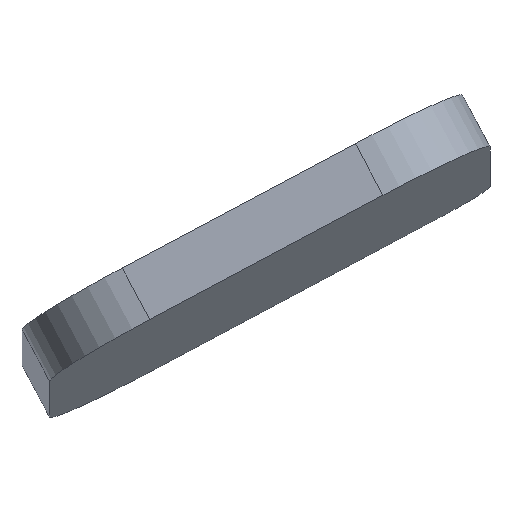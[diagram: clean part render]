
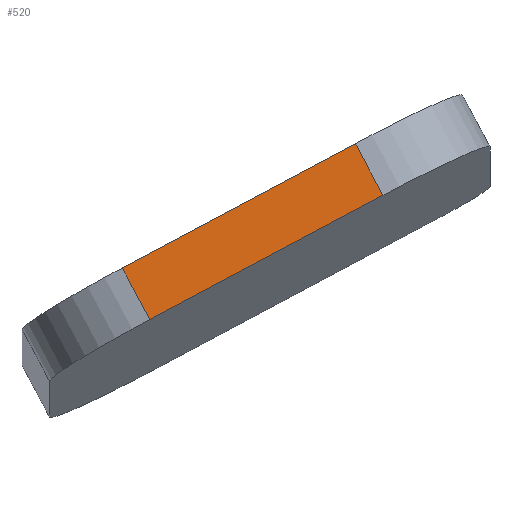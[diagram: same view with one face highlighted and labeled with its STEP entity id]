
A CAD part, top view. The second image highlights one B-rep face of the part: STEP entity #520.
In plain terms, the highlighted planar face has unit normal (-0.029, 0.054, 0.998).
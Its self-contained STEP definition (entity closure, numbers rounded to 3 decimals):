
#45 = PLANE('',#46);
#46 = AXIS2_PLACEMENT_3D('',#47,#48,#49);
#47 = CARTESIAN_POINT('',(249.206,1744.246,
    9825.99));
#48 = DIRECTION('',(-0.469,0.881,-0.062));
#49 = DIRECTION('',(0.882,0.47,0.));
#106 = PLANE('',#107);
#107 = AXIS2_PLACEMENT_3D('',#108,#109,#110);
#108 = CARTESIAN_POINT('',(328.952,1775.246,
    9823.822));
#109 = DIRECTION('',(0.469,-0.881,0.062));
#110 = DIRECTION('',(-0.882,-0.47,
    0.));
#281 = VERTEX_POINT('',#282);
#282 = CARTESIAN_POINT('',(310.713,1762.145,
    9775.493));
#297 = CYLINDRICAL_SURFACE('',#298,20.);
#298 = AXIS2_PLACEMENT_3D('',#299,#300,#301);
#299 = CARTESIAN_POINT('',(260.86,1855.676,
    9748.915));
#300 = DIRECTION('',(0.469,-0.881,0.062));
#301 = DIRECTION('',(-0.882,-0.47,
    0.));
#309 = EDGE_CURVE('',#281,#310,#312,.T.);
#310 = VERTEX_POINT('',#311);
#311 = CARTESIAN_POINT('',(270.981,1740.967,
    9775.493));
#312 = SURFACE_CURVE('',#313,(#317,#324),.PCURVE_S1.);
#313 = LINE('',#314,#315);
#314 = CARTESIAN_POINT('',(330.354,1772.614,
    9775.493));
#315 = VECTOR('',#316,1.);
#316 = DIRECTION('',(-0.882,-0.47,0.));
#317 = PCURVE('',#106,#318);
#318 = DEFINITIONAL_REPRESENTATION('',(#319),#323);
#319 = LINE('',#320,#321);
#320 = CARTESIAN_POINT('',(0.,48.421));
#321 = VECTOR('',#322,1.);
#322 = DIRECTION('',(1.,0.));
#323 = ( GEOMETRIC_REPRESENTATION_CONTEXT(2) 
PARAMETRIC_REPRESENTATION_CONTEXT() REPRESENTATION_CONTEXT('2D SPACE',''
  ) );
#324 = PCURVE('',#325,#330);
#325 = PLANE('',#326);
#326 = AXIS2_PLACEMENT_3D('',#327,#328,#329);
#327 = CARTESIAN_POINT('',(324.257,1780.674,
    9774.877));
#328 = DIRECTION('',(0.029,-0.054,
    -0.998));
#329 = DIRECTION('',(0.,-0.999,
    0.054));
#330 = DEFINITIONAL_REPRESENTATION('',(#331),#335);
#331 = LINE('',#332,#333);
#332 = CARTESIAN_POINT('',(8.082,-6.1));
#333 = VECTOR('',#334,1.);
#334 = DIRECTION('',(0.47,0.883));
#335 = ( GEOMETRIC_REPRESENTATION_CONTEXT(2) 
PARAMETRIC_REPRESENTATION_CONTEXT() REPRESENTATION_CONTEXT('2D SPACE',''
  ) );
#352 = CYLINDRICAL_SURFACE('',#353,20.);
#353 = AXIS2_PLACEMENT_3D('',#354,#355,#356);
#354 = CARTESIAN_POINT('',(320.46,1648.137,
    9761.946));
#355 = DIRECTION('',(-0.469,0.881,-0.062)
  );
#356 = DIRECTION('',(0.882,0.47,0.)
  );
#470 = EDGE_CURVE('',#310,#471,#473,.T.);
#471 = VERTEX_POINT('',#472);
#472 = CARTESIAN_POINT('',(266.286,1749.775,
    9774.877));
#473 = SURFACE_CURVE('',#474,(#478,#485),.PCURVE_S1.);
#474 = LINE('',#475,#476);
#475 = CARTESIAN_POINT('',(319.88,1649.224,
    9781.908));
#476 = VECTOR('',#477,1.);
#477 = DIRECTION('',(-0.469,0.881,-0.062)
  );
#478 = PCURVE('',#352,#479);
#479 = DEFINITIONAL_REPRESENTATION('',(#480),#484);
#480 = LINE('',#481,#482);
#481 = CARTESIAN_POINT('',(4.712,0.));
#482 = VECTOR('',#483,1.);
#483 = DIRECTION('',(0.,1.));
#484 = ( GEOMETRIC_REPRESENTATION_CONTEXT(2) 
PARAMETRIC_REPRESENTATION_CONTEXT() REPRESENTATION_CONTEXT('2D SPACE',''
  ) );
#485 = PCURVE('',#325,#486);
#486 = DEFINITIONAL_REPRESENTATION('',(#487),#491);
#487 = LINE('',#488,#489);
#488 = CARTESIAN_POINT('',(131.638,4.378));
#489 = VECTOR('',#490,1.);
#490 = DIRECTION('',(-0.883,0.47));
#491 = ( GEOMETRIC_REPRESENTATION_CONTEXT(2) 
PARAMETRIC_REPRESENTATION_CONTEXT() REPRESENTATION_CONTEXT('2D SPACE',''
  ) );
#520 = ADVANCED_FACE('',(#521),#325,.F.);
#521 = FACE_BOUND('',#522,.T.);
#522 = EDGE_LOOP('',(#523,#546,#567,#568));
#523 = ORIENTED_EDGE('',*,*,#524,.F.);
#524 = EDGE_CURVE('',#525,#281,#527,.T.);
#525 = VERTEX_POINT('',#526);
#526 = CARTESIAN_POINT('',(306.018,1770.953,
    9774.877));
#527 = SURFACE_CURVE('',#528,(#532,#539),.PCURVE_S1.);
#528 = LINE('',#529,#530);
#529 = CARTESIAN_POINT('',(306.018,1770.953,
    9774.877));
#530 = VECTOR('',#531,1.);
#531 = DIRECTION('',(0.469,-0.881,0.062));
#532 = PCURVE('',#325,#533);
#533 = DEFINITIONAL_REPRESENTATION('',(#534),#538);
#534 = LINE('',#535,#536);
#535 = CARTESIAN_POINT('',(9.707,18.246));
#536 = VECTOR('',#537,1.);
#537 = DIRECTION('',(0.883,-0.47));
#538 = ( GEOMETRIC_REPRESENTATION_CONTEXT(2) 
PARAMETRIC_REPRESENTATION_CONTEXT() REPRESENTATION_CONTEXT('2D SPACE',''
  ) );
#539 = PCURVE('',#297,#540);
#540 = DEFINITIONAL_REPRESENTATION('',(#541),#545);
#541 = LINE('',#542,#543);
#542 = CARTESIAN_POINT('',(4.712,97.424));
#543 = VECTOR('',#544,1.);
#544 = DIRECTION('',(0.,1.));
#545 = ( GEOMETRIC_REPRESENTATION_CONTEXT(2) 
PARAMETRIC_REPRESENTATION_CONTEXT() REPRESENTATION_CONTEXT('2D SPACE',''
  ) );
#546 = ORIENTED_EDGE('',*,*,#547,.F.);
#547 = EDGE_CURVE('',#471,#525,#548,.T.);
#548 = SURFACE_CURVE('',#549,(#553,#560),.PCURVE_S1.);
#549 = LINE('',#550,#551);
#550 = CARTESIAN_POINT('',(266.286,1749.775,
    9774.877));
#551 = VECTOR('',#552,1.);
#552 = DIRECTION('',(0.882,0.47,0.)
  );
#553 = PCURVE('',#325,#554);
#554 = DEFINITIONAL_REPRESENTATION('',(#555),#559);
#555 = LINE('',#556,#557);
#556 = CARTESIAN_POINT('',(30.853,57.995));
#557 = VECTOR('',#558,1.);
#558 = DIRECTION('',(-0.47,-0.883));
#559 = ( GEOMETRIC_REPRESENTATION_CONTEXT(2) 
PARAMETRIC_REPRESENTATION_CONTEXT() REPRESENTATION_CONTEXT('2D SPACE',''
  ) );
#560 = PCURVE('',#45,#561);
#561 = DEFINITIONAL_REPRESENTATION('',(#562),#566);
#562 = LINE('',#563,#564);
#563 = CARTESIAN_POINT('',(17.673,51.21));
#564 = VECTOR('',#565,1.);
#565 = DIRECTION('',(1.,0.));
#566 = ( GEOMETRIC_REPRESENTATION_CONTEXT(2) 
PARAMETRIC_REPRESENTATION_CONTEXT() REPRESENTATION_CONTEXT('2D SPACE',''
  ) );
#567 = ORIENTED_EDGE('',*,*,#470,.F.);
#568 = ORIENTED_EDGE('',*,*,#309,.F.);
